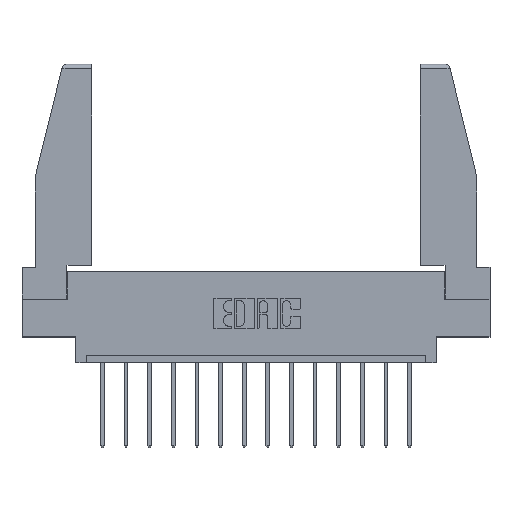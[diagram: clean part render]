
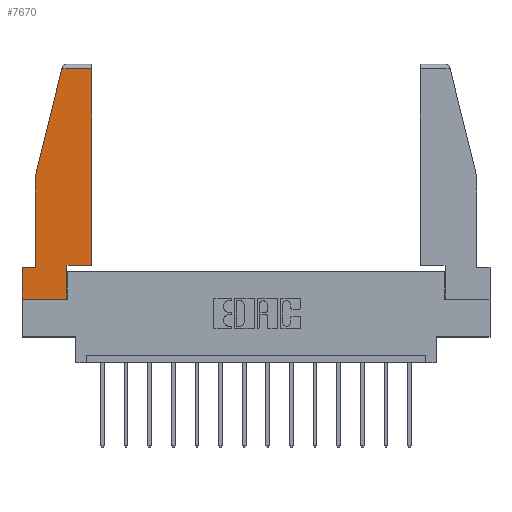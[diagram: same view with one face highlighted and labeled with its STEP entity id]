
A CAD part, top view. The second image highlights one B-rep face of the part: STEP entity #7670.
In plain terms, the highlighted planar face has unit normal (0, 0, 1).
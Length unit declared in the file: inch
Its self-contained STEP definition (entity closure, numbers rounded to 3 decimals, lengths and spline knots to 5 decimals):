
#92 = EDGE_LOOP ( 'NONE', ( #2879, #16005, #7571, #15480, #12626, #11200, #12187, #1352, #4130 ) ) ;
#173 = CARTESIAN_POINT ( 'NONE',  ( 0., 0.21, 0. ) ) ;
#525 = CARTESIAN_POINT ( 'NONE',  ( 0.297, 0., 0. ) ) ;
#601 = DIRECTION ( 'NONE',  ( 1., 0., 0. ) ) ;
#683 = FACE_OUTER_BOUND ( 'NONE', #92, .T. ) ;
#1143 = CARTESIAN_POINT ( 'NONE',  ( 0., 1.52, 0. ) ) ;
#1352 = ORIENTED_EDGE ( 'NONE', *, *, #3864, .T. ) ;
#1569 = VECTOR ( 'NONE', #601, 39.37008 ) ;
#1716 = VECTOR ( 'NONE', #13453, 39.37008 ) ;
#2612 = DIRECTION ( 'NONE',  ( -1., 0., 0. ) ) ;
#2879 = ORIENTED_EDGE ( 'NONE', *, *, #5742, .T. ) ;
#2955 = CARTESIAN_POINT ( 'NONE',  ( 0.297, 0.223, 0. ) ) ;
#3002 = LINE ( 'NONE', #1143, #15879 ) ;
#3290 = VECTOR ( 'NONE', #14379, 39.37008 ) ;
#3295 = CARTESIAN_POINT ( 'NONE',  ( 0., 0., 0. ) ) ;
#3864 = EDGE_CURVE ( 'NONE', #9104, #9924, #15357, .T. ) ;
#4016 = PLANE ( 'NONE',  #15850 ) ;
#4130 = ORIENTED_EDGE ( 'NONE', *, *, #10771, .T. ) ;
#4249 = LINE ( 'NONE', #5119, #7037 ) ;
#4307 = EDGE_CURVE ( 'NONE', #5412, #15888, #14750, .T. ) ;
#4428 = CARTESIAN_POINT ( 'NONE',  ( 0.461, 0.223, 0. ) ) ;
#4766 = LINE ( 'NONE', #3295, #1569 ) ;
#4779 = LINE ( 'NONE', #2955, #10009 ) ;
#4830 = VERTEX_POINT ( 'NONE', #16363 ) ;
#4948 = CARTESIAN_POINT ( 'NONE',  ( 0., 0., 0. ) ) ;
#5119 = CARTESIAN_POINT ( 'NONE',  ( 0.461, 0.223, 0. ) ) ;
#5412 = VERTEX_POINT ( 'NONE', #7515 ) ;
#5715 = CARTESIAN_POINT ( 'NONE',  ( 0.297, 0., 0. ) ) ;
#5742 = EDGE_CURVE ( 'NONE', #16524, #12657, #4249, .T. ) ;
#5956 = DIRECTION ( 'NONE',  ( 1., 0., 0. ) ) ;
#6505 = EDGE_CURVE ( 'NONE', #12657, #6794, #3002, .T. ) ;
#6574 = CARTESIAN_POINT ( 'NONE',  ( 0., 0., 0. ) ) ;
#6737 = LINE ( 'NONE', #10720, #1716 ) ;
#6794 = VERTEX_POINT ( 'NONE', #15570 ) ;
#7037 = VECTOR ( 'NONE', #15590, 39.37008 ) ;
#7515 = CARTESIAN_POINT ( 'NONE',  ( 0.086, 0.21, 0. ) ) ;
#7571 = ORIENTED_EDGE ( 'NONE', *, *, #10365, .T. ) ;
#7627 = VERTEX_POINT ( 'NONE', #4948 ) ;
#7670 = ADVANCED_FACE ( 'NONE', ( #683 ), #4016, .T. ) ;
#7990 = LINE ( 'NONE', #12114, #11605 ) ;
#8903 = DIRECTION ( 'NONE',  ( -0.239, -0.971, 0. ) ) ;
#9104 = VERTEX_POINT ( 'NONE', #525 ) ;
#9738 = VECTOR ( 'NONE', #14724, 39.37008 ) ;
#9924 = VERTEX_POINT ( 'NONE', #15851 ) ;
#10009 = VECTOR ( 'NONE', #5956, 39.37008 ) ;
#10365 = EDGE_CURVE ( 'NONE', #6794, #4830, #15240, .T. ) ;
#10720 = CARTESIAN_POINT ( 'NONE',  ( 0., 0.21, 0. ) ) ;
#10771 = EDGE_CURVE ( 'NONE', #9924, #16524, #4779, .T. ) ;
#10981 = DIRECTION ( 'NONE',  ( 0., -1., 0. ) ) ;
#11200 = ORIENTED_EDGE ( 'NONE', *, *, #14769, .T. ) ;
#11605 = VECTOR ( 'NONE', #10981, 39.37008 ) ;
#12114 = CARTESIAN_POINT ( 'NONE',  ( 0.086, 0.8, 0. ) ) ;
#12187 = ORIENTED_EDGE ( 'NONE', *, *, #13726, .T. ) ;
#12626 = ORIENTED_EDGE ( 'NONE', *, *, #4307, .T. ) ;
#12657 = VERTEX_POINT ( 'NONE', #15100 ) ;
#12752 = CARTESIAN_POINT ( 'NONE',  ( 0.271, 1.55, 0. ) ) ;
#13033 = DIRECTION ( 'NONE',  ( 0., 0., 1. ) ) ;
#13453 = DIRECTION ( 'NONE',  ( 0., -1., 0. ) ) ;
#13688 = EDGE_CURVE ( 'NONE', #4830, #5412, #7990, .T. ) ;
#13726 = EDGE_CURVE ( 'NONE', #7627, #9104, #4766, .T. ) ;
#14248 = VECTOR ( 'NONE', #8903, 39.37008 ) ;
#14379 = DIRECTION ( 'NONE',  ( -1., 0., 0. ) ) ;
#14724 = DIRECTION ( 'NONE',  ( 0., 1., 0. ) ) ;
#14750 = LINE ( 'NONE', #173, #3290 ) ;
#14769 = EDGE_CURVE ( 'NONE', #15888, #7627, #6737, .T. ) ;
#15100 = CARTESIAN_POINT ( 'NONE',  ( 0.461, 1.52, 0. ) ) ;
#15240 = LINE ( 'NONE', #12752, #14248 ) ;
#15357 = LINE ( 'NONE', #5715, #9738 ) ;
#15480 = ORIENTED_EDGE ( 'NONE', *, *, #13688, .T. ) ;
#15570 = CARTESIAN_POINT ( 'NONE',  ( 0.2636, 1.52, 0. ) ) ;
#15583 = DIRECTION ( 'NONE',  ( 1., 0., 0. ) ) ;
#15590 = DIRECTION ( 'NONE',  ( 0., 1., 0. ) ) ;
#15850 = AXIS2_PLACEMENT_3D ( 'NONE', #6574, #13033, #15583 ) ;
#15851 = CARTESIAN_POINT ( 'NONE',  ( 0.297, 0.223, 0. ) ) ;
#15879 = VECTOR ( 'NONE', #2612, 39.37008 ) ;
#15888 = VERTEX_POINT ( 'NONE', #15912 ) ;
#15912 = CARTESIAN_POINT ( 'NONE',  ( 0., 0.21, 0. ) ) ;
#16005 = ORIENTED_EDGE ( 'NONE', *, *, #6505, .T. ) ;
#16363 = CARTESIAN_POINT ( 'NONE',  ( 0.086, 0.8, 0. ) ) ;
#16524 = VERTEX_POINT ( 'NONE', #4428 ) ;
